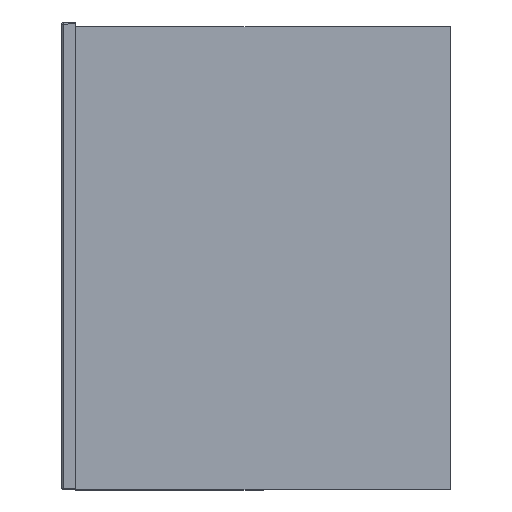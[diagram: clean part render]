
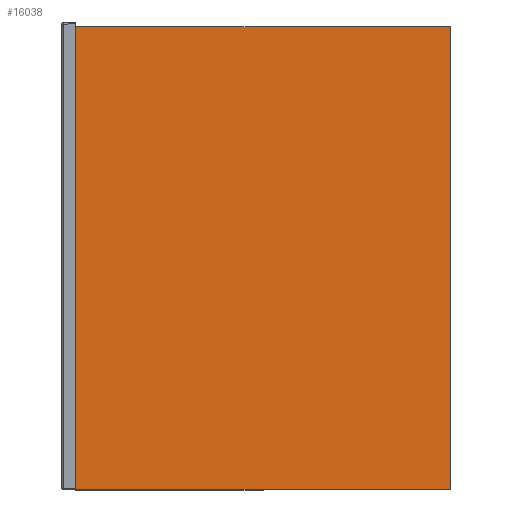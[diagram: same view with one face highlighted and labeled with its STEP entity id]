
A CAD part, left-side view. The second image highlights one B-rep face of the part: STEP entity #16038.
In plain terms, the highlighted face is planar.
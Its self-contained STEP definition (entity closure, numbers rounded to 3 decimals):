
#403 = VECTOR ( 'NONE', #3648, 1000. ) ;
#494 = CARTESIAN_POINT ( 'NONE',  ( 247.5, 200., 33. ) ) ;
#1291 = ORIENTED_EDGE ( 'NONE', *, *, #24170, .T. ) ;
#1967 = CARTESIAN_POINT ( 'NONE',  ( 247.5, 200., 33. ) ) ;
#3648 = DIRECTION ( 'NONE',  ( -1., 0., 0. ) ) ;
#4542 = ORIENTED_EDGE ( 'NONE', *, *, #18230, .T. ) ;
#7895 = CARTESIAN_POINT ( 'NONE',  ( -247.5, -200., 33. ) ) ;
#8615 = VECTOR ( 'NONE', #32259, 1000. ) ;
#9081 = CARTESIAN_POINT ( 'NONE',  ( -247.5, 200., 33. ) ) ;
#9828 = VERTEX_POINT ( 'NONE', #17230 ) ;
#11959 = LINE ( 'NONE', #9081, #403 ) ;
#11962 = FACE_OUTER_BOUND ( 'NONE', #34880, .T. ) ;
#12229 = ORIENTED_EDGE ( 'NONE', *, *, #25647, .T. ) ;
#14856 = DIRECTION ( 'NONE',  ( 0., 0., -1. ) ) ;
#16038 = ADVANCED_FACE ( 'NONE', ( #11962 ), #35197, .F. ) ;
#17230 = CARTESIAN_POINT ( 'NONE',  ( -247.5, -200., 33. ) ) ;
#18230 = EDGE_CURVE ( 'NONE', #18898, #18771, #32482, .T. ) ;
#18582 = CARTESIAN_POINT ( 'NONE',  ( 0., 0., 33. ) ) ;
#18673 = VERTEX_POINT ( 'NONE', #27600 ) ;
#18771 = VERTEX_POINT ( 'NONE', #494 ) ;
#18898 = VERTEX_POINT ( 'NONE', #23609 ) ;
#21474 = DIRECTION ( 'NONE',  ( 0., 1., 0. ) ) ;
#23609 = CARTESIAN_POINT ( 'NONE',  ( 247.5, -200., 33. ) ) ;
#23960 = LINE ( 'NONE', #7895, #8615 ) ;
#24170 = EDGE_CURVE ( 'NONE', #9828, #18898, #23960, .T. ) ;
#25133 = ORIENTED_EDGE ( 'NONE', *, *, #28162, .T. ) ;
#25647 = EDGE_CURVE ( 'NONE', #18673, #9828, #32817, .T. ) ;
#27600 = CARTESIAN_POINT ( 'NONE',  ( -247.5, 200., 33. ) ) ;
#27743 = CARTESIAN_POINT ( 'NONE',  ( -247.5, 200., 33. ) ) ;
#27989 = AXIS2_PLACEMENT_3D ( 'NONE', #18582, #14856, #33987 ) ;
#28040 = VECTOR ( 'NONE', #32636, 1000. ) ;
#28162 = EDGE_CURVE ( 'NONE', #18771, #18673, #11959, .T. ) ;
#32259 = DIRECTION ( 'NONE',  ( 1., 0., 0. ) ) ;
#32482 = LINE ( 'NONE', #1967, #33205 ) ;
#32636 = DIRECTION ( 'NONE',  ( 0., -1., 0. ) ) ;
#32817 = LINE ( 'NONE', #27743, #28040 ) ;
#33205 = VECTOR ( 'NONE', #21474, 1000. ) ;
#33987 = DIRECTION ( 'NONE',  ( 1., 0., 0. ) ) ;
#34880 = EDGE_LOOP ( 'NONE', ( #4542, #25133, #12229, #1291 ) ) ;
#35197 = PLANE ( 'NONE',  #27989 ) ;
